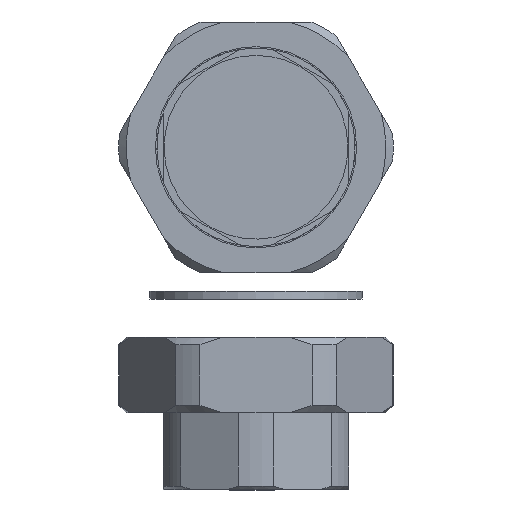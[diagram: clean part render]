
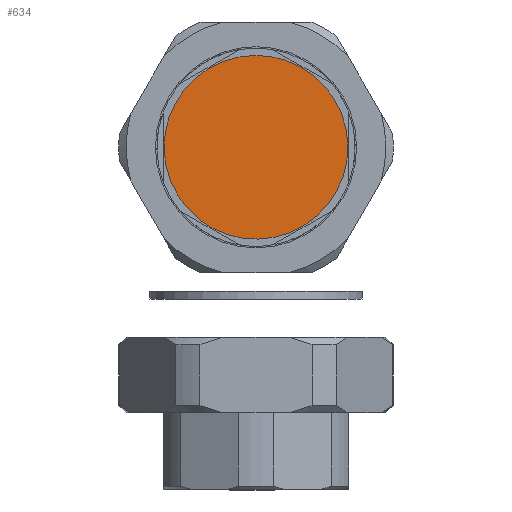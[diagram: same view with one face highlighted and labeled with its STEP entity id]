
A CAD part, left-side view. The second image highlights one B-rep face of the part: STEP entity #634.
In plain terms, the highlighted planar face has unit normal (-1, 0, 0).
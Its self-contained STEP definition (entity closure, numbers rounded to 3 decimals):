
#591=CARTESIAN_POINT('Vertex',(-136.682,-21.237,-11.602)) ;
#594=CARTESIAN_POINT('Axis2P3D Location',(-136.682,0.,0.)) ;
#598=CARTESIAN_POINT('Vertex',(-136.682,21.237,11.602)) ;
#613=CARTESIAN_POINT('Axis2P3D Location',(-136.682,0.,0.)) ;
#625=CARTESIAN_POINT('Axis2P3D Location',(-136.682,0.,0.)) ;
#595=DIRECTION('Axis2P3D Direction',(1.,0.,0.)) ;
#614=DIRECTION('Axis2P3D Direction',(1.,0.,0.)) ;
#626=DIRECTION('Axis2P3D Direction',(1.,0.,0.)) ;
#627=DIRECTION('Axis2P3D XDirection',(0.,0.,-1.)) ;
#596=AXIS2_PLACEMENT_3D('Circle Axis2P3D',#594,#595,$) ;
#615=AXIS2_PLACEMENT_3D('Circle Axis2P3D',#613,#614,$) ;
#628=AXIS2_PLACEMENT_3D('Plane Axis2P3D',#625,#626,#627) ;
#597=CIRCLE('generated circle',#596,24.2) ;
#616=CIRCLE('generated circle',#615,24.2) ;
#629=PLANE('',#628) ;
#600=EDGE_CURVE('',#592,#599,#597,.T.) ;
#617=EDGE_CURVE('',#599,#592,#616,.T.) ;
#631=ORIENTED_EDGE('',*,*,#600,.F.) ;
#632=ORIENTED_EDGE('',*,*,#617,.F.) ;
#630=EDGE_LOOP('',(#631,#632)) ;
#592=VERTEX_POINT('',#591) ;
#599=VERTEX_POINT('',#598) ;
#634=ADVANCED_FACE('PartBody',(#633),#629,.F.) ;
#633=FACE_OUTER_BOUND('',#630,.T.) ;
